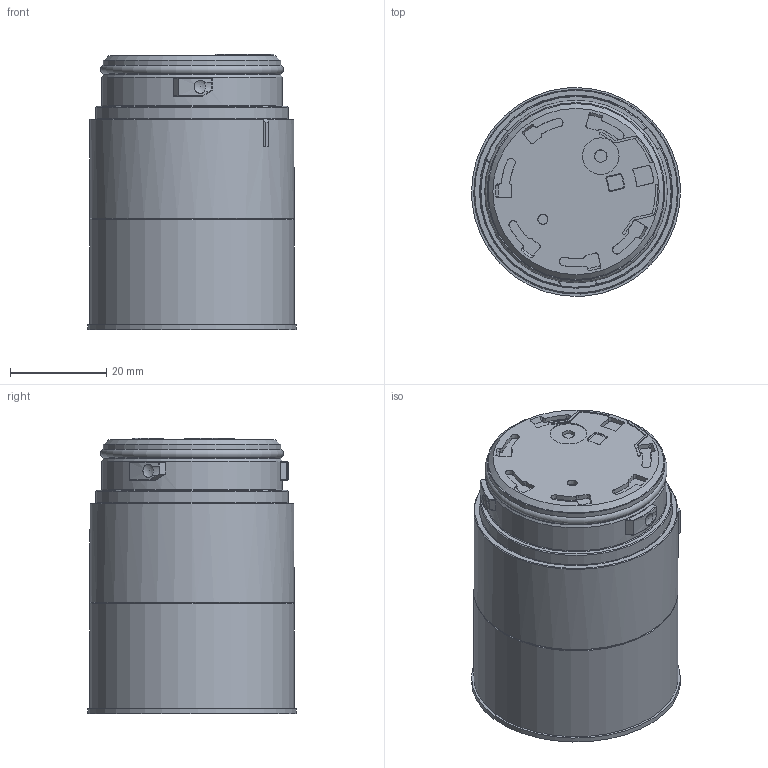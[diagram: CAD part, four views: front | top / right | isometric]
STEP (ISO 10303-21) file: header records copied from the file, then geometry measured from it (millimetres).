
FILE_DESCRIPTION(/* description */ (''),/* implementation_level */ '2;1');
FILE_NAME(/* name */ 'ZMW.stp',/* time_stamp */ '2016-03-30T09:57:40+02:00',/* author */ (''),/* organization */ (''),/* preprocessor_version */ 'ST-DEVELOPER v11',/* originating_system */ 'SIEMENS PLM Software NX 7.5',/* authorisation */ '');
FILE_SCHEMA (('AUTOMOTIVE_DESIGN { 1 0 10303 214 1 1 1 1 }'));
Length unit declared in the file: millimetre
Products named in the file (1): m.ne61DEuacn
Bounding box: 43.43 x 43.43 x 57.25 mm (x, y, z)
Volume: 72018.8 mm3; surface area: 18154.8 mm2
Topology: 2 solids, 3 shells, 466 faces, 1138 edges, 653 vertices
Faces by surface type: cylinder 120, plane 102, bspline 85, cone 65, sphere 54, torus 40
Full cylindrical faces by diameter (mm): 4.5 x2, 7.6 x1, 12.5 x1, 37.023 x2, 37.6 x1, 40 x1, 42.5 x2, 43.5 x1
Entity records: 15108 total; most frequent: CARTESIAN_POINT 5050, ORIENTED_EDGE 2098, DIRECTION 2087, EDGE_CURVE 1049, AXIS2_PLACEMENT_3D 900, VERTEX_POINT 640, EDGE_LOOP 523, CIRCLE 497
